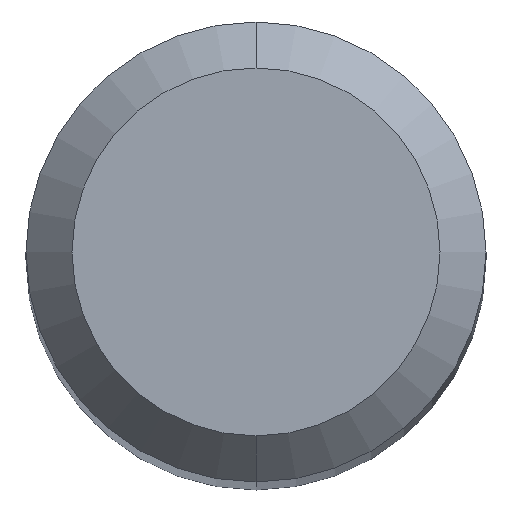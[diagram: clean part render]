
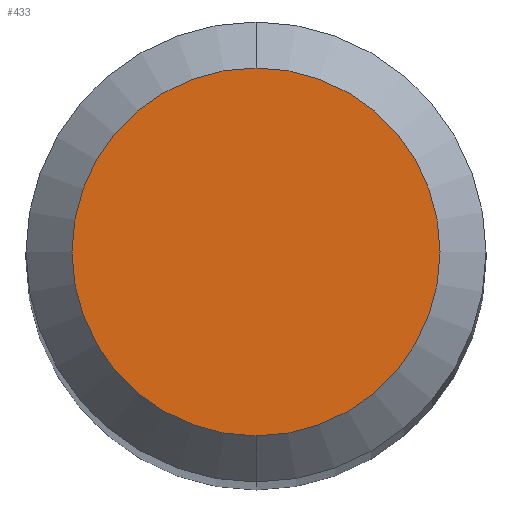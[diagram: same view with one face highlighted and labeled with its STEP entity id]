
A CAD part, top view. The second image highlights one B-rep face of the part: STEP entity #433.
In plain terms, the highlighted planar face has unit normal (0, 0, 1).
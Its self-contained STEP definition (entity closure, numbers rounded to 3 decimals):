
#177=VERTEX_POINT('',#484);
#217=EDGE_CURVE('',#365,#177,#527,.T.);
#365=VERTEX_POINT('',#691);
#415=EDGE_CURVE('',#177,#365,#746,.T.);
#433=ADVANCED_FACE('',(#766),#767,.T.);
#484=CARTESIAN_POINT('',(0.0,1.2,0.0));
#527=CIRCLE('',#878,1.2);
#691=CARTESIAN_POINT('',(0.,-1.2,0.0));
#746=CIRCLE('',#1344,1.2);
#766=FACE_OUTER_BOUND('',#1400,.T.);
#767=PLANE('',#1401);
#878=AXIS2_PLACEMENT_3D('',#1489,#1490,#1491);
#1344=AXIS2_PLACEMENT_3D('',#1724,#1725,#1726);
#1400=EDGE_LOOP('',(#1751,#1752));
#1401=AXIS2_PLACEMENT_3D('',#1753,#1754,#1755);
#1489=CARTESIAN_POINT('',(0.0,0.0,0.0));
#1490=DIRECTION('',(0.0,0.0,-1.0));
#1491=DIRECTION('',(0.0,1.0,0.0));
#1724=CARTESIAN_POINT('',(0.0,0.0,0.0));
#1725=DIRECTION('',(0.0,0.0,-1.0));
#1726=DIRECTION('',(0.0,1.0,0.0));
#1751=ORIENTED_EDGE('',*,*,#415,.F.);
#1752=ORIENTED_EDGE('',*,*,#217,.F.);
#1753=CARTESIAN_POINT('',(0.0,0.6,0.0));
#1754=DIRECTION('',(-0.0,0.0,1.0));
#1755=DIRECTION('',(0.0,-1.0,0.0));
